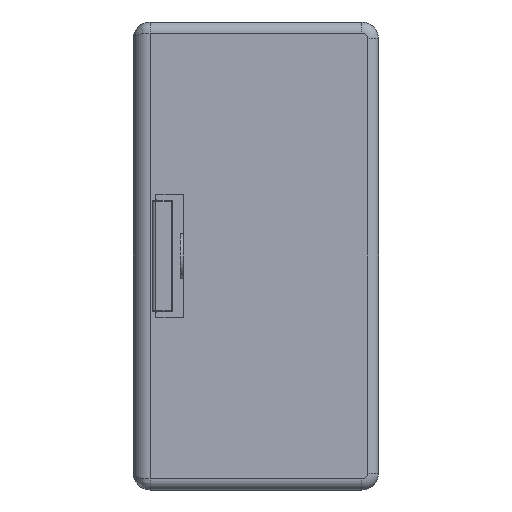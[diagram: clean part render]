
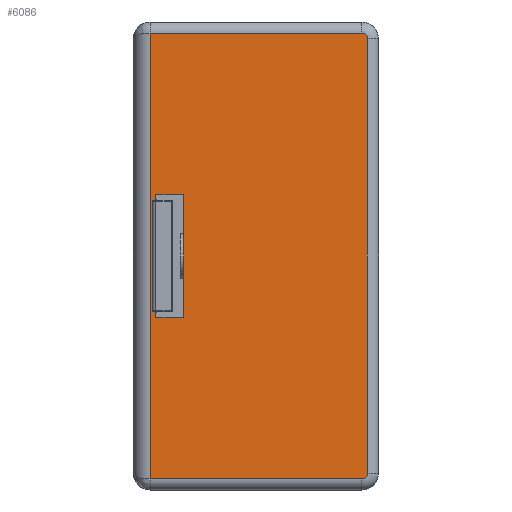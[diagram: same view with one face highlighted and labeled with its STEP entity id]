
A CAD part, left-side view. The second image highlights one B-rep face of the part: STEP entity #6086.
In plain terms, the highlighted planar face has unit normal (-1, 0, 0).
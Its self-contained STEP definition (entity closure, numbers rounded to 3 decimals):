
#198 = VECTOR ( 'NONE', #3019, 1000. ) ;
#246 = LINE ( 'NONE', #1050, #7586 ) ;
#918 = VECTOR ( 'NONE', #14696, 1000. ) ;
#1050 = CARTESIAN_POINT ( 'NONE',  ( -44.5, 1.2, 20. ) ) ;
#1141 = AXIS2_PLACEMENT_3D ( 'NONE', #10393, #13045, #8085 ) ;
#1158 = DIRECTION ( 'NONE',  ( 0., 1., 0. ) ) ;
#1398 = CIRCLE ( 'NONE', #16290, 0.5 ) ;
#2020 = VERTEX_POINT ( 'NONE', #6873 ) ;
#2117 = EDGE_CURVE ( 'NONE', #15078, #3211, #6619, .T. ) ;
#2679 = CARTESIAN_POINT ( 'NONE',  ( -44.5, 1., -19.5 ) ) ;
#2737 = VECTOR ( 'NONE', #5512, 1000. ) ;
#2832 = LINE ( 'NONE', #5612, #198 ) ;
#2872 = EDGE_CURVE ( 'NONE', #8362, #6121, #5381, .T. ) ;
#2876 = VERTEX_POINT ( 'NONE', #4551 ) ;
#3014 = CARTESIAN_POINT ( 'NONE',  ( -44.5, 17.5, 5.5 ) ) ;
#3019 = DIRECTION ( 'NONE',  ( 0., -1., 0. ) ) ;
#3199 = LINE ( 'NONE', #14663, #14480 ) ;
#3211 = VERTEX_POINT ( 'NONE', #17020 ) ;
#3263 = VECTOR ( 'NONE', #14786, 1000. ) ;
#3770 = DIRECTION ( 'NONE',  ( 0., 0., -1. ) ) ;
#3795 = LINE ( 'NONE', #9608, #2737 ) ;
#4021 = AXIS2_PLACEMENT_3D ( 'NONE', #5609, #16225, #6896 ) ;
#4084 = LINE ( 'NONE', #4182, #3263 ) ;
#4182 = CARTESIAN_POINT ( 'NONE',  ( -44.5, 17.5, 5.5 ) ) ;
#4347 = LINE ( 'NONE', #14499, #15009 ) ;
#4498 = EDGE_CURVE ( 'NONE', #8790, #2876, #15812, .T. ) ;
#4551 = CARTESIAN_POINT ( 'NONE',  ( -44.5, 1.5, 20. ) ) ;
#5083 = ORIENTED_EDGE ( 'NONE', *, *, #2117, .T. ) ;
#5122 = DIRECTION ( 'NONE',  ( -1., 0., 0. ) ) ;
#5381 = LINE ( 'NONE', #15250, #13367 ) ;
#5512 = DIRECTION ( 'NONE',  ( 0., 0., 1. ) ) ;
#5530 = CARTESIAN_POINT ( 'NONE',  ( -44.5, 20., -5.5 ) ) ;
#5609 = CARTESIAN_POINT ( 'NONE',  ( -44.5, 1.2, -21. ) ) ;
#5612 = CARTESIAN_POINT ( 'NONE',  ( -44.5, 1.2, -20. ) ) ;
#5971 = FACE_BOUND ( 'NONE', #10207, .T. ) ;
#6086 = ADVANCED_FACE ( 'NONE', ( #5971, #10824 ), #12247, .F. ) ;
#6121 = VERTEX_POINT ( 'NONE', #3014 ) ;
#6159 = ORIENTED_EDGE ( 'NONE', *, *, #10330, .T. ) ;
#6300 = CARTESIAN_POINT ( 'NONE',  ( -44.5, 1.5, -19.5 ) ) ;
#6619 = LINE ( 'NONE', #5530, #918 ) ;
#6750 = EDGE_CURVE ( 'NONE', #8933, #8790, #3199, .T. ) ;
#6873 = CARTESIAN_POINT ( 'NONE',  ( -44.5, 1.5, -20. ) ) ;
#6896 = DIRECTION ( 'NONE',  ( 0., 0., -1. ) ) ;
#6972 = CARTESIAN_POINT ( 'NONE',  ( -44.5, 20.5, 20. ) ) ;
#7144 = CARTESIAN_POINT ( 'NONE',  ( -44.5, 17.5, -5.5 ) ) ;
#7258 = DIRECTION ( 'NONE',  ( 0., -1., 0. ) ) ;
#7424 = EDGE_CURVE ( 'NONE', #2876, #13815, #246, .T. ) ;
#7586 = VECTOR ( 'NONE', #1158, 1000. ) ;
#8085 = DIRECTION ( 'NONE',  ( 0., 0., -1. ) ) ;
#8362 = VERTEX_POINT ( 'NONE', #12515 ) ;
#8790 = VERTEX_POINT ( 'NONE', #15077 ) ;
#8933 = VERTEX_POINT ( 'NONE', #2679 ) ;
#9608 = CARTESIAN_POINT ( 'NONE',  ( -44.5, 20., 5.5 ) ) ;
#9876 = EDGE_CURVE ( 'NONE', #2020, #8933, #1398, .T. ) ;
#10207 = EDGE_LOOP ( 'NONE', ( #6159, #5083, #12195, #12346 ) ) ;
#10287 = EDGE_CURVE ( 'NONE', #10999, #2020, #2832, .T. ) ;
#10330 = EDGE_CURVE ( 'NONE', #6121, #15078, #4084, .T. ) ;
#10393 = CARTESIAN_POINT ( 'NONE',  ( -44.5, 1.5, 19.5 ) ) ;
#10543 = DIRECTION ( 'NONE',  ( 0., 0., -1. ) ) ;
#10594 = EDGE_LOOP ( 'NONE', ( #11916, #15591, #12976, #12776, #12284, #12176 ) ) ;
#10824 = FACE_OUTER_BOUND ( 'NONE', #10594, .T. ) ;
#10999 = VERTEX_POINT ( 'NONE', #15555 ) ;
#11916 = ORIENTED_EDGE ( 'NONE', *, *, #7424, .T. ) ;
#12176 = ORIENTED_EDGE ( 'NONE', *, *, #4498, .T. ) ;
#12195 = ORIENTED_EDGE ( 'NONE', *, *, #15806, .T. ) ;
#12247 = PLANE ( 'NONE',  #4021 ) ;
#12284 = ORIENTED_EDGE ( 'NONE', *, *, #6750, .T. ) ;
#12346 = ORIENTED_EDGE ( 'NONE', *, *, #2872, .T. ) ;
#12515 = CARTESIAN_POINT ( 'NONE',  ( -44.5, 20., 5.5 ) ) ;
#12776 = ORIENTED_EDGE ( 'NONE', *, *, #9876, .T. ) ;
#12976 = ORIENTED_EDGE ( 'NONE', *, *, #10287, .T. ) ;
#13045 = DIRECTION ( 'NONE',  ( -1., 0., 0. ) ) ;
#13367 = VECTOR ( 'NONE', #7258, 1000. ) ;
#13815 = VERTEX_POINT ( 'NONE', #6972 ) ;
#14480 = VECTOR ( 'NONE', #15990, 1000. ) ;
#14499 = CARTESIAN_POINT ( 'NONE',  ( -44.5, 20.5, -20. ) ) ;
#14663 = CARTESIAN_POINT ( 'NONE',  ( -44.5, 1., -21. ) ) ;
#14696 = DIRECTION ( 'NONE',  ( 0., 1., 0. ) ) ;
#14757 = EDGE_CURVE ( 'NONE', #13815, #10999, #4347, .T. ) ;
#14786 = DIRECTION ( 'NONE',  ( 0., 0., -1. ) ) ;
#15009 = VECTOR ( 'NONE', #10543, 1000. ) ;
#15077 = CARTESIAN_POINT ( 'NONE',  ( -44.5, 1., 19.5 ) ) ;
#15078 = VERTEX_POINT ( 'NONE', #7144 ) ;
#15250 = CARTESIAN_POINT ( 'NONE',  ( -44.5, 20., 5.5 ) ) ;
#15555 = CARTESIAN_POINT ( 'NONE',  ( -44.5, 20.5, -20. ) ) ;
#15591 = ORIENTED_EDGE ( 'NONE', *, *, #14757, .T. ) ;
#15806 = EDGE_CURVE ( 'NONE', #3211, #8362, #3795, .T. ) ;
#15812 = CIRCLE ( 'NONE', #1141, 0.5 ) ;
#15990 = DIRECTION ( 'NONE',  ( 0., 0., 1. ) ) ;
#16225 = DIRECTION ( 'NONE',  ( 1., 0., 0. ) ) ;
#16290 = AXIS2_PLACEMENT_3D ( 'NONE', #6300, #5122, #3770 ) ;
#17020 = CARTESIAN_POINT ( 'NONE',  ( -44.5, 20., -5.5 ) ) ;
